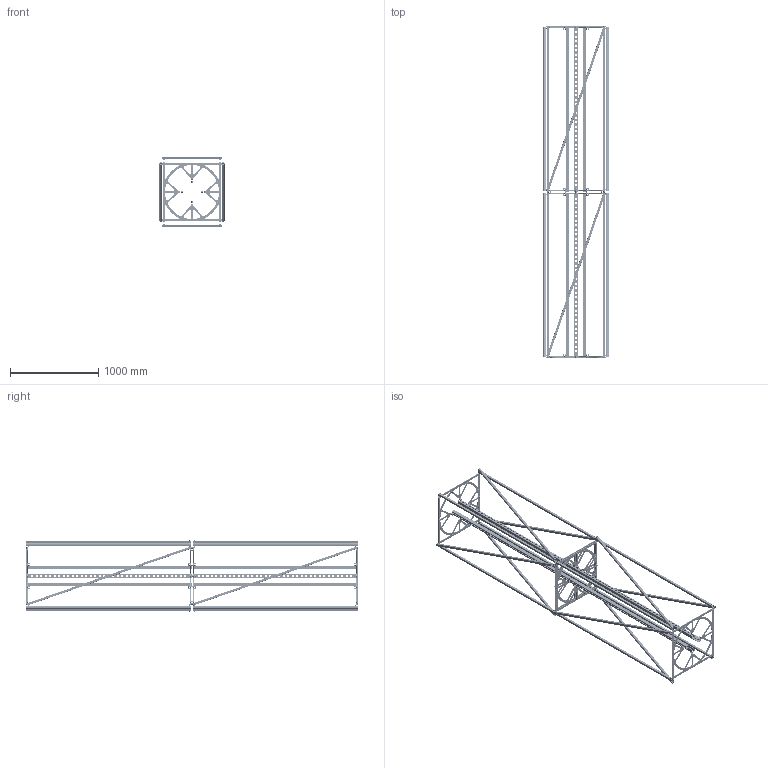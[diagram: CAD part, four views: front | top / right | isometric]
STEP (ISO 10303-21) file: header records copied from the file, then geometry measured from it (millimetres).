
FILE_DESCRIPTION (( 'STEP AP214' ), '1' );
FILE_NAME ('Tower.STEP', '2018-08-13T17:52:28', ( '' ), ( '' ), 'SwSTEP 2.0', 'SolidWorks 2017', '' );
FILE_SCHEMA (( 'AUTOMOTIVE_DESIGN' ));
Length unit declared in the file: inch
Products named in the file (16): hex nut_ai_HNUT 0.2500-20-D-C; 3310T217_STRUT CHANNEL_3310T217; RailBracket; TOWER Segment; 91115A332_18-8 SS FEM THRDED HEX STANDOFF_91115A332; Upper Plate; hex bolt_ai_HBOLT 0.3750-16x1.625x1-C; Diagonal; hex nut_ai_HNUT 0.3750-16-D-C; hex bolt_ai_HBOLT 0.2500-20x1.625x0.75-C; hex bolt_ai_HBOLT 0.3125-24x1.625x0.875-C; Tower; hex bolt_ai_HBOLT 0.2500-20x1x0.75-C; VerticalBar; hex bolt_ai_HBOLT 0.3125-18x1.75x0.875-C; hex bolt_ai_HBOLT 0.2500-20x2.75x0.75-C
Assembly tree (124 placements, depth 3):
  Tower
    TOWER Segment  x2
      Upper Plate
      RailBracket
      VerticalBar
      Diagonal
      hex bolt_ai_HBOLT 0.2500-20x1.625x0.75-C
      hex bolt_ai_HBOLT 0.3125-18x1.75x0.875-C
      hex bolt_ai_HBOLT 0.2500-20x2.75x0.75-C
      hex bolt_ai_HBOLT 0.2500-20x1x0.75-C
      hex nut_ai_HNUT 0.2500-20-D-C
      hex bolt_ai_HBOLT 0.3750-16x1.625x1-C
      hex bolt_ai_HBOLT 0.3125-24x1.625x0.875-C
      hex nut_ai_HNUT 0.3750-16-D-C
      3310T217_STRUT CHANNEL_3310T217
    91115A332_18-8 SS FEM THRDED HEX STANDOFF_91115A332  x4
Bounding box: 755.65 x 3756.05 x 812.8 mm (x, y, z)
Volume: 13262554.2 mm3; surface area: 11295733.1 mm2
Topology: 240 solids, 240 shells, 8140 faces, 19716 edges, 12144 vertices
Faces by surface type: plane 3056, cylinder 2636, cone 2436, bspline 12
Entity records: 25575 total; most frequent: CARTESIAN_POINT 6293, DIRECTION 3953, ORIENTED_EDGE 3622, EDGE_CURVE 1811, AXIS2_PLACEMENT_3D 1518, VERTEX_POINT 1152, LINE 917, VECTOR 917
